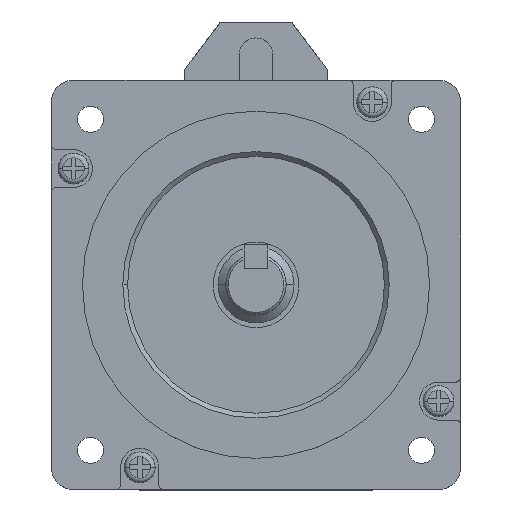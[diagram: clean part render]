
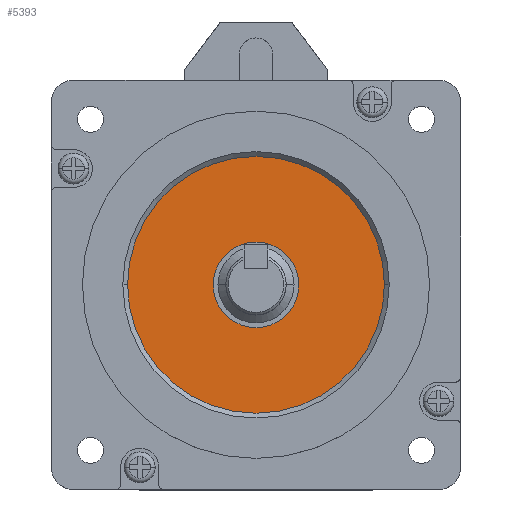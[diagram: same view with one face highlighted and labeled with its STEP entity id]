
A CAD part, top view. The second image highlights one B-rep face of the part: STEP entity #5393.
In plain terms, the highlighted planar face has unit normal (0, 0, 1).
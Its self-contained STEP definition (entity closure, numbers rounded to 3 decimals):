
#207=PLANE('',#5987);
#1302=VERTEX_POINT('',#7652);
#1303=VERTEX_POINT('',#7653);
#1308=VERTEX_POINT('',#7664);
#1309=VERTEX_POINT('',#7666);
#1799=CIRCLE('',#5462,27.);
#1802=CIRCLE('',#5466,9.);
#2068=CIRCLE('',#5988,27.);
#2069=CIRCLE('',#5989,9.);
#2118=EDGE_CURVE('',#1302,#1303,#1799,.T.);
#2124=EDGE_CURVE('',#1308,#1309,#1802,.T.);
#2834=EDGE_CURVE('',#1303,#1302,#2068,.T.);
#2835=EDGE_CURVE('',#1309,#1308,#2069,.T.);
#4259=ORIENTED_EDGE('',*,*,#2834,.T.);
#4260=ORIENTED_EDGE('',*,*,#2118,.T.);
#4261=ORIENTED_EDGE('',*,*,#2835,.F.);
#4262=ORIENTED_EDGE('',*,*,#2124,.F.);
#4748=EDGE_LOOP('',(#4259,#4260));
#4749=EDGE_LOOP('',(#4261,#4262));
#5081=FACE_BOUND('',#4748,.T.);
#5082=FACE_BOUND('',#4749,.T.);
#5393=ADVANCED_FACE('',(#5081,#5082),#207,.T.);
#5462=AXIS2_PLACEMENT_3D('',#7651,#6107,#6108);
#5466=AXIS2_PLACEMENT_3D('',#7665,#6118,#6119);
#5987=AXIS2_PLACEMENT_3D('',#9135,#7457,$);
#5988=AXIS2_PLACEMENT_3D('',#9136,#7458,#7459);
#5989=AXIS2_PLACEMENT_3D('',#9137,#7460,#7461);
#6107=DIRECTION('',(0.,0.,1.));
#6108=DIRECTION('',(27.,0.,0.));
#6118=DIRECTION('',(0.,0.,1.));
#6119=DIRECTION('',(9.,0.,0.));
#7457=DIRECTION('',(0.,0.,1.));
#7458=DIRECTION('',(0.,0.,1.));
#7459=DIRECTION('',(27.,0.,0.));
#7460=DIRECTION('',(0.,0.,1.));
#7461=DIRECTION('',(9.,0.,0.));
#7651=CARTESIAN_POINT('',(0.,0.,10.6));
#7652=CARTESIAN_POINT('',(-27.,0.,10.6));
#7653=CARTESIAN_POINT('',(27.,0.,10.6));
#7664=CARTESIAN_POINT('',(-9.,0.,10.6));
#7665=CARTESIAN_POINT('',(0.,0.,10.6));
#7666=CARTESIAN_POINT('',(9.,0.,10.6));
#9135=CARTESIAN_POINT('',(0.,0.,10.6));
#9136=CARTESIAN_POINT('',(0.,0.,10.6));
#9137=CARTESIAN_POINT('',(0.,0.,10.6));
